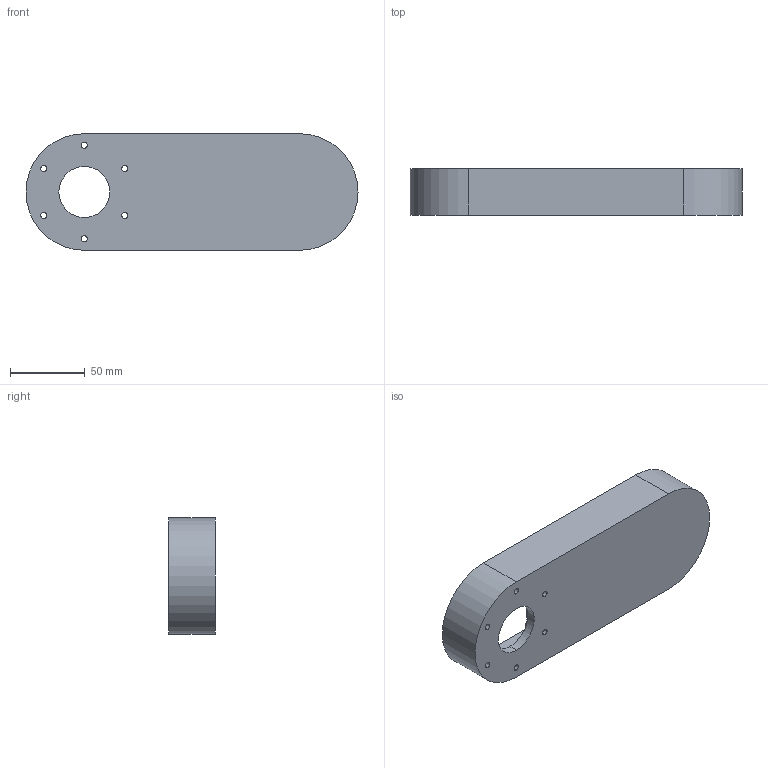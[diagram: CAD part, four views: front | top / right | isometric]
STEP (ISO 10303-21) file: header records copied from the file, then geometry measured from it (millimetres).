
FILE_DESCRIPTION(('FreeCAD Model'),'2;1');
FILE_NAME('Open CASCADE Shape Model','2021-05-04T19:46:20',(''),(''), 'Open CASCADE STEP processor 7.5','FreeCAD','Unknown');
FILE_SCHEMA(('AUTOMOTIVE_DESIGN { 1 0 10303 214 1 1 1 1 }'));
Length unit declared in the file: millimetre
Products named in the file (1): Arm 2_Arm 2
Bounding box: 222 x 31 x 78 mm (x, y, z)
Volume: 154475 mm3; surface area: 68599.3 mm2
Topology: 1 solids, 1 shells, 223 faces, 600 edges, 400 vertices
Faces by surface type: plane 145, cylinder 78
Entity records: 15052 total; most frequent: CARTESIAN_POINT 2712, DIRECTION 2384, LINE 1432, VECTOR 1432, ORIENTED_EDGE 1200, PCURVE 1200, DEFINITIONAL_REPRESENTATION 1200, EDGE_CURVE 600
